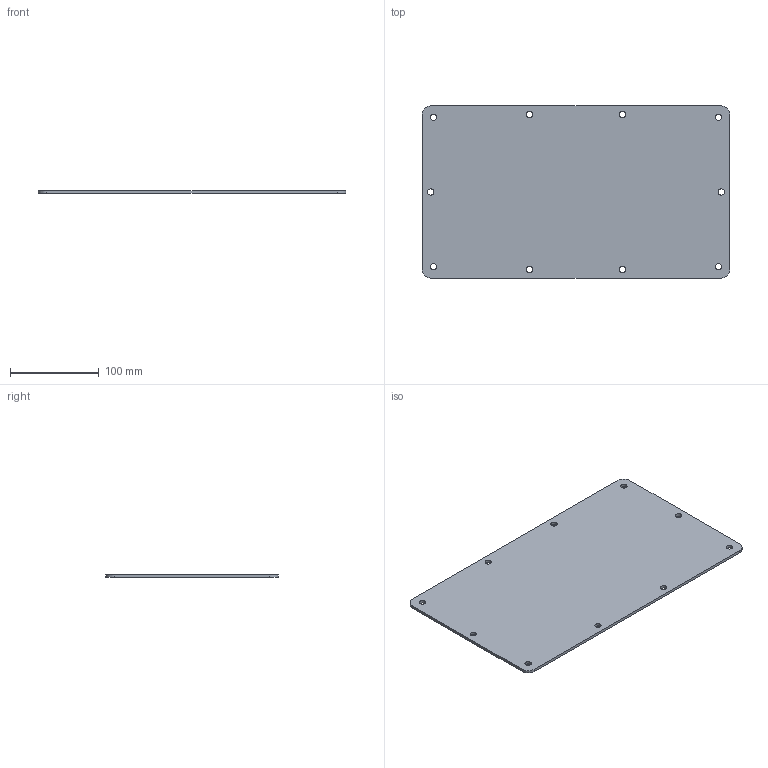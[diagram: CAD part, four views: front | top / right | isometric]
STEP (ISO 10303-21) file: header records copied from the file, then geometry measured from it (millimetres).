
FILE_DESCRIPTION (( 'STEP AP203' ), '1' );
FILE_NAME ('1485FH.step', '2020-11-19T14:45:15', ( 'ADC123' ), ( 'Microsoft' ), 'SwSTEP 2.0', 'SolidWorks 2019', '' );
FILE_SCHEMA (( 'CONFIG_CONTROL_DESIGN' ));
Length unit declared in the file: inch
Products named in the file (1): 1485FH
Bounding box: 346.07 x 193.68 x 3.17 mm (x, y, z)
Volume: 211290.2 mm3; surface area: 137183.6 mm2
Topology: 1 solids, 1 shells, 20 faces, 54 edges, 36 vertices
Faces by surface type: cylinder 14, plane 6
Full cylindrical faces by diameter (mm): 7.137 x10
Entity records: 715 total; most frequent: DIRECTION 114, CARTESIAN_POINT 101, ORIENTED_EDGE 88, EDGE_LOOP 50, AXIS2_PLACEMENT_3D 49, EDGE_CURVE 44, VERTEX_POINT 36, FACE_OUTER_BOUND 30
